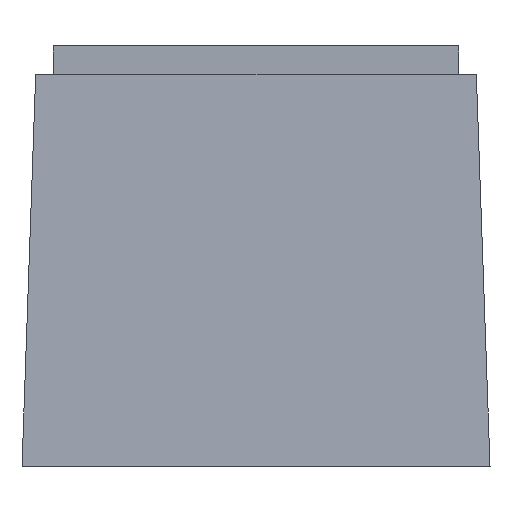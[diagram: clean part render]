
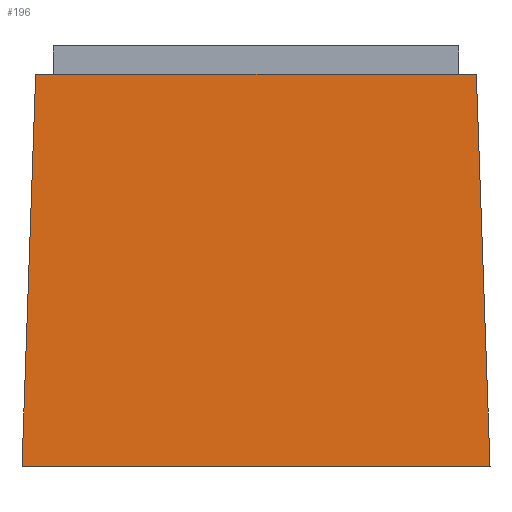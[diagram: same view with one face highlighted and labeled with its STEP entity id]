
A CAD part, left-side view. The second image highlights one B-rep face of the part: STEP entity #196.
In plain terms, the highlighted planar face has unit normal (-0.999, 0, 0.035).
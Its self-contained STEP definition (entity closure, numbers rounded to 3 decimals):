
#119=FACE_OUTER_BOUND('',#398,.T.);
#196=ADVANCED_FACE('',(#119),#236,.T.);
#236=PLANE('',#802);
#260=LINE('',#1165,#302);
#276=LINE('',#1200,#318);
#278=LINE('',#1204,#320);
#279=LINE('',#1205,#321);
#302=VECTOR('',#857,1.);
#318=VECTOR('',#885,1.);
#320=VECTOR('',#889,1.);
#321=VECTOR('',#890,1.);
#398=EDGE_LOOP('',(#494,#495,#496,#497));
#494=ORIENTED_EDGE('',*,*,#732,.F.);
#495=ORIENTED_EDGE('',*,*,#712,.T.);
#496=ORIENTED_EDGE('',*,*,#733,.F.);
#497=ORIENTED_EDGE('',*,*,#730,.F.);
#648=VERTEX_POINT('',#1166);
#649=VERTEX_POINT('',#1167);
#660=VERTEX_POINT('',#1199);
#661=VERTEX_POINT('',#1201);
#712=EDGE_CURVE('',#648,#649,#260,.T.);
#730=EDGE_CURVE('',#660,#661,#276,.T.);
#732=EDGE_CURVE('',#648,#660,#278,.T.);
#733=EDGE_CURVE('',#661,#649,#279,.T.);
#802=AXIS2_PLACEMENT_3D('',#1206,#891,#892);
#857=DIRECTION('',(0.,-1.,0.));
#885=DIRECTION('',(0.,-1.,0.));
#889=DIRECTION('',(0.035,-0.035,0.999));
#890=DIRECTION('',(-0.035,-0.035,-0.999));
#891=DIRECTION('',(-0.999,0.,0.035));
#892=DIRECTION('',(-0.035,0.,-0.999));
#1165=CARTESIAN_POINT('',(-9.857,11.,-0.2));
#1166=CARTESIAN_POINT('',(-9.857,9.857,-0.2));
#1167=CARTESIAN_POINT('',(-9.857,-9.857,-0.2));
#1199=CARTESIAN_POINT('',(-9.281,9.281,16.3));
#1200=CARTESIAN_POINT('',(-9.281,11.,16.3));
#1201=CARTESIAN_POINT('',(-9.281,-9.281,16.3));
#1204=CARTESIAN_POINT('',(-9.595,9.595,7.308));
#1205=CARTESIAN_POINT('',(-9.568,-9.568,8.075));
#1206=CARTESIAN_POINT('',(-9.593,11.,7.357));
